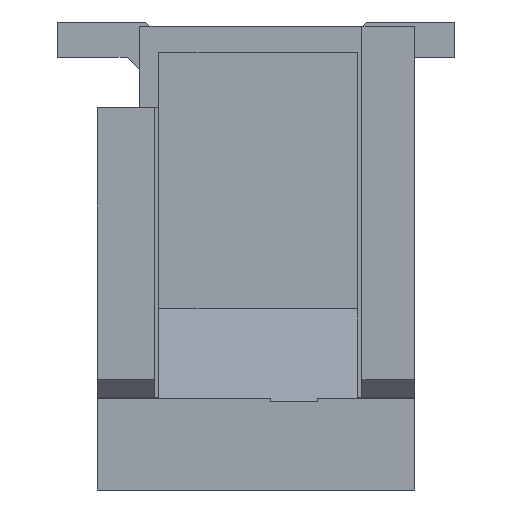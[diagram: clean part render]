
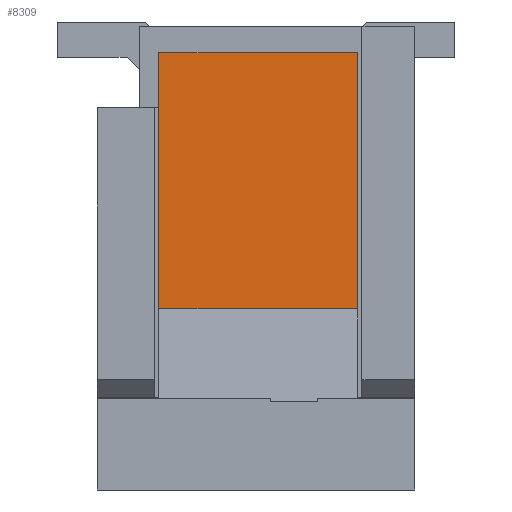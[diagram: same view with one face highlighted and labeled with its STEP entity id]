
A CAD part, left-side view. The second image highlights one B-rep face of the part: STEP entity #8309.
In plain terms, the highlighted planar face has unit normal (-1, 0, 0).
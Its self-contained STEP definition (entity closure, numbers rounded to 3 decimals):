
#437=DIRECTION('',(0.,0.,1.));
#438=VECTOR('',#437,2.9);
#439=CARTESIAN_POINT('',(-10.35,-1.15,-1.1));
#440=LINE('',#439,#438);
#1935=DIRECTION('',(0.,1.,0.));
#1936=VECTOR('',#1935,2.25);
#1937=CARTESIAN_POINT('',(-10.35,-1.15,1.8));
#1938=LINE('',#1937,#1936);
#1943=DIRECTION('',(0.,-1.,0.));
#1944=VECTOR('',#1943,2.25);
#1945=CARTESIAN_POINT('',(-10.35,1.1,-1.1));
#1946=LINE('',#1945,#1944);
#1947=DIRECTION('',(0.,0.,-1.));
#1948=VECTOR('',#1947,2.9);
#1949=CARTESIAN_POINT('',(-10.35,1.1,1.8));
#1950=LINE('',#1949,#1948);
#5491=CARTESIAN_POINT('',(-10.35,1.1,-1.1));
#5492=VERTEX_POINT('',#5491);
#5493=CARTESIAN_POINT('',(-10.35,1.1,1.8));
#5494=VERTEX_POINT('',#5493);
#5523=CARTESIAN_POINT('',(-10.35,-1.15,-1.1));
#5524=VERTEX_POINT('',#5523);
#5527=CARTESIAN_POINT('',(-10.35,-1.15,1.8));
#5528=VERTEX_POINT('',#5527);
#8298=CARTESIAN_POINT('',(-10.35,-0.025,0.35));
#8299=DIRECTION('',(1.,0.,0.));
#8300=DIRECTION('',(0.,0.,-1.));
#8301=AXIS2_PLACEMENT_3D('',#8298,#8299,#8300);
#8302=PLANE('',#8301);
#8303=ORIENTED_EDGE('',*,*,#8292,.F.);
#8304=ORIENTED_EDGE('',*,*,#6671,.F.);
#8305=ORIENTED_EDGE('',*,*,#8255,.F.);
#8306=ORIENTED_EDGE('',*,*,#8274,.F.);
#8307=EDGE_LOOP('',(#8303,#8304,#8305,#8306));
#8308=FACE_OUTER_BOUND('',#8307,.F.);
#8309=ADVANCED_FACE('',(#8308),#8302,.F.);
#6671=EDGE_CURVE('',#5524,#5528,#440,.T.);
#8255=EDGE_CURVE('',#5492,#5524,#1946,.T.);
#8274=EDGE_CURVE('',#5494,#5492,#1950,.T.);
#8292=EDGE_CURVE('',#5528,#5494,#1938,.T.);
